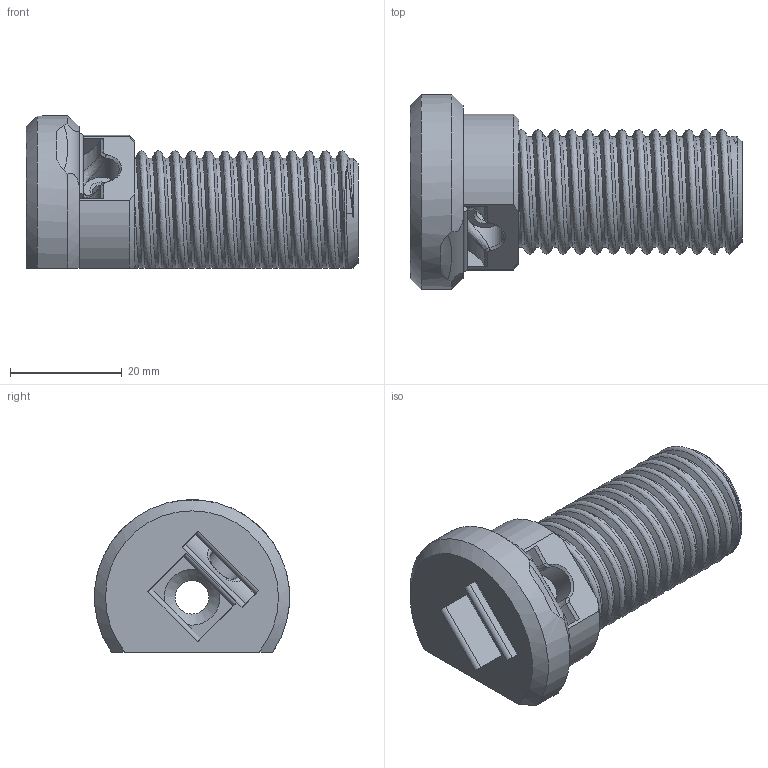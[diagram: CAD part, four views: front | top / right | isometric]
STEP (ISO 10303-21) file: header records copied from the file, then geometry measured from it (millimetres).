
FILE_DESCRIPTION(/* description */ (''),/* implementation_level */ '2;1');
FILE_NAME(/* name */ 'Threaded Belt Clamp - 24mm Thread.step',/* time_stamp */ '2025-07-18T12:43:21-04:00',/* author */ (''),/* organization */ (''),/* preprocessor_version */ 'ST-DEVELOPER v20.1',/* originating_system */ 'Autodesk Translation Framework v14.10.0.0',/* authorisation */ '');
FILE_SCHEMA (('AUTOMOTIVE_DESIGN { 1 0 10303 214 3 1 1 }'));
Length unit declared in the file: millimetre
Products named in the file (1): Thread
Bounding box: 59.5 x 34.9 x 27.28 mm (x, y, z)
Volume: 19839.6 mm3; surface area: 9993.9 mm2
Topology: 2 solids, 2 shells, 138 faces, 390 edges, 255 vertices
Faces by surface type: bspline 56, cylinder 38, plane 30, cone 13, torus 1
Full cylindrical faces by diameter (mm): 2.529 x2, 3.086 x1, 3.3 x1, 6 x1
Entity records: 11746 total; most frequent: CARTESIAN_POINT 8668, ORIENTED_EDGE 778, DIRECTION 402, EDGE_CURVE 389, VERTEX_POINT 255, B_SPLINE_CURVE_WITH_KNOTS 200, EDGE_LOOP 146, AXIS2_PLACEMENT_3D 141
